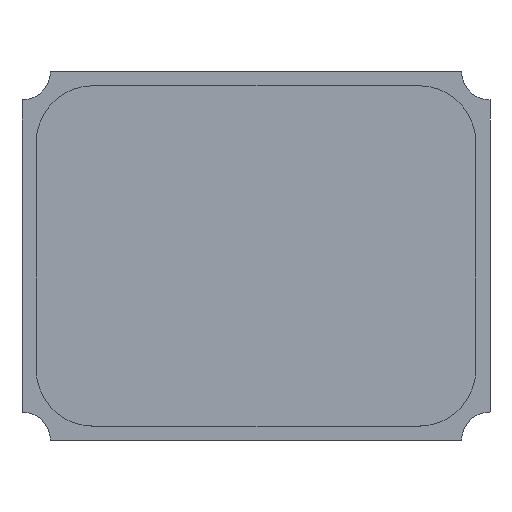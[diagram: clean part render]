
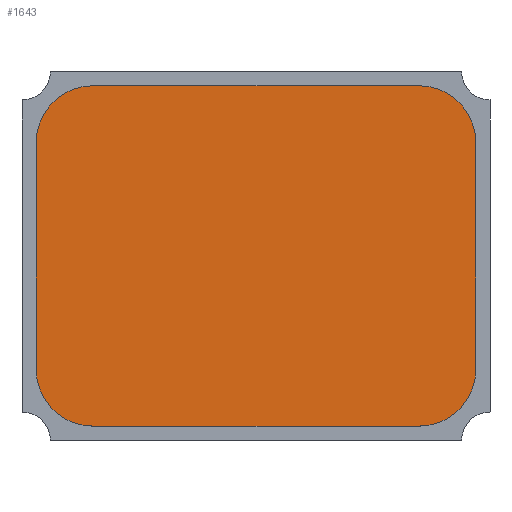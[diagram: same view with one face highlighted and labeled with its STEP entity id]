
A CAD part, top view. The second image highlights one B-rep face of the part: STEP entity #1643.
In plain terms, the highlighted planar face has unit normal (0, 0, 1).
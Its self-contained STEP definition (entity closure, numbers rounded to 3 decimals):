
#24=CIRCLE($,#1743,0.4);
#26=CIRCLE($,#1747,0.4);
#28=CIRCLE($,#1751,0.4);
#30=CIRCLE($,#1755,0.4);
#67=FACE_OUTER_BOUND($,#159,.T.);
#159=EDGE_LOOP($,(#1107,#1108,#1109,#1110,#1111,#1112,#1113,#1114));
#245=LINE($,#2314,#461);
#249=LINE($,#2326,#465);
#253=LINE($,#2338,#469);
#257=LINE($,#2350,#473);
#461=VECTOR($,#1862,1.6);
#465=VECTOR($,#1874,2.3);
#469=VECTOR($,#1886,1.6);
#473=VECTOR($,#1898,2.3);
#677=VERTEX_POINT($,#2311);
#678=VERTEX_POINT($,#2313);
#680=VERTEX_POINT($,#2319);
#682=VERTEX_POINT($,#2325);
#684=VERTEX_POINT($,#2331);
#686=VERTEX_POINT($,#2337);
#688=VERTEX_POINT($,#2343);
#690=VERTEX_POINT($,#2349);
#837=EDGE_CURVE($,#678,#677,#245,.T.);
#840=EDGE_CURVE($,#680,#678,#24,.T.);
#843=EDGE_CURVE($,#682,#680,#249,.T.);
#846=EDGE_CURVE($,#684,#682,#26,.T.);
#849=EDGE_CURVE($,#686,#684,#253,.T.);
#852=EDGE_CURVE($,#688,#686,#28,.T.);
#855=EDGE_CURVE($,#690,#688,#257,.T.);
#858=EDGE_CURVE($,#677,#690,#30,.T.);
#1107=ORIENTED_EDGE($,*,*,#858,.T.);
#1108=ORIENTED_EDGE($,*,*,#855,.T.);
#1109=ORIENTED_EDGE($,*,*,#852,.T.);
#1110=ORIENTED_EDGE($,*,*,#849,.T.);
#1111=ORIENTED_EDGE($,*,*,#846,.T.);
#1112=ORIENTED_EDGE($,*,*,#843,.T.);
#1113=ORIENTED_EDGE($,*,*,#840,.T.);
#1114=ORIENTED_EDGE($,*,*,#837,.T.);
#1559=PLANE($,#1756);
#1643=ADVANCED_FACE($,(#67),#1559,.T.);
#1743=AXIS2_PLACEMENT_3D($,#2320,#1868,#1869);
#1747=AXIS2_PLACEMENT_3D($,#2332,#1880,#1881);
#1751=AXIS2_PLACEMENT_3D($,#2344,#1892,#1893);
#1755=AXIS2_PLACEMENT_3D($,#2354,#1904,#1905);
#1756=AXIS2_PLACEMENT_3D($,#2355,#1906,#1907);
#1862=DIRECTION($,(0.,1.,0.));
#1868=DIRECTION('center_axis',(0.,0.,1.));
#1869=DIRECTION('ref_axis',(0.,-1.,0.));
#1874=DIRECTION($,(1.,0.,0.));
#1880=DIRECTION('center_axis',(0.,0.,1.));
#1881=DIRECTION('ref_axis',(-1.,0.,0.));
#1886=DIRECTION($,(0.,-1.,0.));
#1892=DIRECTION('center_axis',(0.,0.,1.));
#1893=DIRECTION('ref_axis',(0.,1.,0.));
#1898=DIRECTION($,(-1.,0.,0.));
#1904=DIRECTION('center_axis',(0.,0.,1.));
#1905=DIRECTION('ref_axis',(1.,0.,0.));
#1906=DIRECTION('center_axis',(0.,0.,1.));
#1907=DIRECTION('ref_axis',(1.,0.,0.));
#2311=CARTESIAN_POINT('',(1.55,0.8,0.6));
#2313=CARTESIAN_POINT('',(1.55,-0.8,0.6));
#2314=CARTESIAN_POINT($,(1.55,-0.8,0.6));
#2319=CARTESIAN_POINT('',(1.15,-1.2,0.6));
#2320=CARTESIAN_POINT('Origin',(1.15,-0.8,0.6));
#2325=CARTESIAN_POINT('',(-1.15,-1.2,0.6));
#2326=CARTESIAN_POINT($,(-1.15,-1.2,0.6));
#2331=CARTESIAN_POINT('',(-1.55,-0.8,0.6));
#2332=CARTESIAN_POINT('Origin',(-1.15,-0.8,0.6));
#2337=CARTESIAN_POINT('',(-1.55,0.8,0.6));
#2338=CARTESIAN_POINT($,(-1.55,0.8,0.6));
#2343=CARTESIAN_POINT('',(-1.15,1.2,0.6));
#2344=CARTESIAN_POINT('Origin',(-1.15,0.8,0.6));
#2349=CARTESIAN_POINT('',(1.15,1.2,0.6));
#2350=CARTESIAN_POINT($,(1.15,1.2,0.6));
#2354=CARTESIAN_POINT('Origin',(1.15,0.8,0.6));
#2355=CARTESIAN_POINT('Origin',(0.,0.,
0.6));
